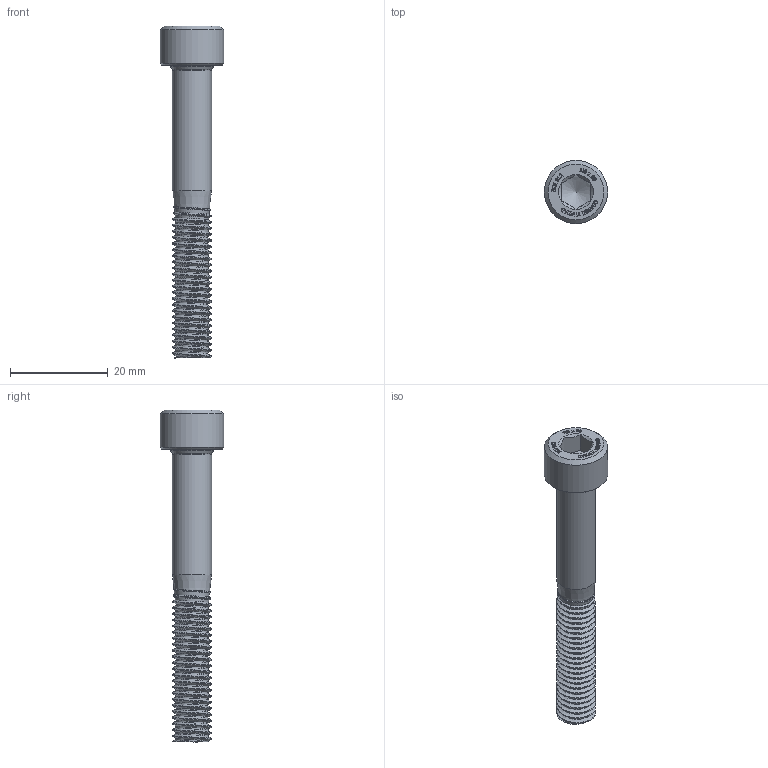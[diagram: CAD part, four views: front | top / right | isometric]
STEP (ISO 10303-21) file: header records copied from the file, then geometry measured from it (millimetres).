
FILE_DESCRIPTION((''),'2;1');
FILE_NAME('DIN912M8L60.stp','2012-04-21T00:44:44',('Peter'),(''),'Autodesk Inventor 2011','Autodesk Inventor 2011','');
FILE_SCHEMA(('AUTOMOTIVE_DESIGN { 1 0 10303 214 1 1 1 1 }'));
Length unit declared in the file: millimetre
Products named in the file (1): DIN912M8L60
Bounding box: 13 x 13 x 68 mm (x, y, z)
Volume: 3631.1 mm3; surface area: 2533.9 mm2
Topology: 1 solids, 1 shells, 398 faces, 1070 edges, 710 vertices
Faces by surface type: plane 221, bspline 163, cone 9, cylinder 3, torus 2
Full cylindrical faces by diameter (mm): 8 x1, 13 x1
Entity records: 18258 total; most frequent: CARTESIAN_POINT 9541, ORIENTED_EDGE 2098, DIRECTION 1187, EDGE_CURVE 1049, VERTEX_POINT 702, VECTOR 697, LINE 697, EDGE_LOOP 441
